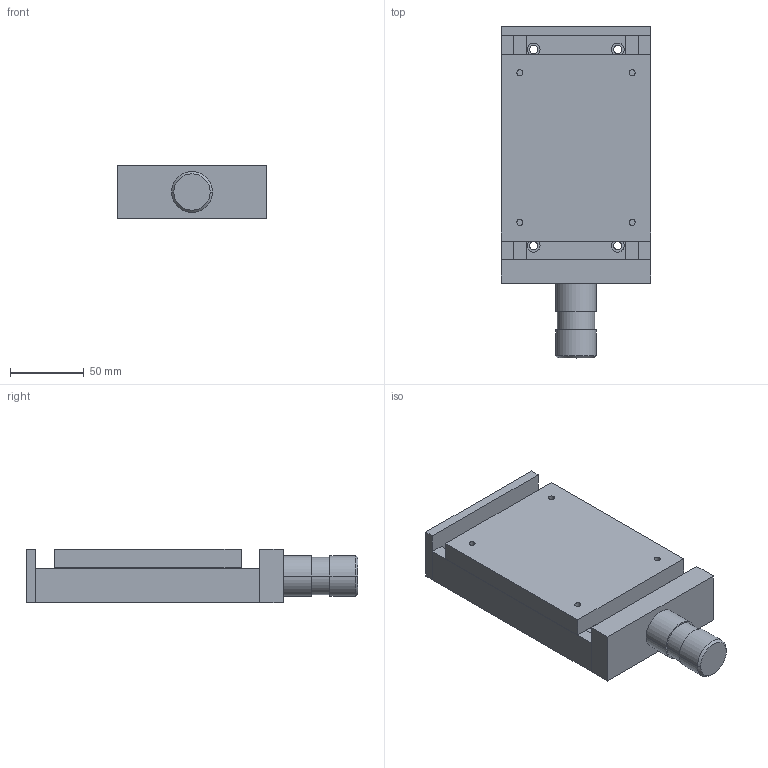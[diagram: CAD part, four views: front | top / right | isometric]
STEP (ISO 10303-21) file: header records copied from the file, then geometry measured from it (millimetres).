
FILE_DESCRIPTION((''),'2;1');
FILE_NAME('LAC4-6-1.stp','2003-09-07T00:23:03',('fran'),(''),'Autodesk Inventor (tm) 5.3','Autodesk Inventor (tm) 5.3','');
FILE_SCHEMA(('CONFIG_CONTROL_DESIGN'));
Length unit declared in the file: inch
Products named in the file (10): LAC4-6-1; LAC4-6-1 BOTTOM_BASE; LAC4-6-1 TOP_BASE; LAC4-6-1 RAIL_A; LAC4-6-1 RAIL_B; LAC4-6-1 RAIL_C; LAC4-6-1 RAIL_D; LAC4-6-1 SIDE_PLATE_A; LAC4-6-1 DIAL_KNOB; LAC4-6-1 SIDE_PLATE_B
Assembly tree (9 placements, depth 2):
  LAC4-6-1
    LAC4-6-1 BOTTOM_BASE
    LAC4-6-1 TOP_BASE
    LAC4-6-1 RAIL_A
    LAC4-6-1 RAIL_B
    LAC4-6-1 RAIL_C
    LAC4-6-1 RAIL_D
    LAC4-6-1 SIDE_PLATE_A
    LAC4-6-1 DIAL_KNOB
    LAC4-6-1 SIDE_PLATE_B
Bounding box: 101.6 x 225.43 x 36.58 mm (x, y, z)
Volume: 573294.6 mm3; surface area: 125340.5 mm2
Topology: 9 solids, 9 shells, 152 faces, 382 edges, 254 vertices
Faces by surface type: plane 108, bspline 36, cylinder 6, cone 2
Entity records: 6313 total; most frequent: CARTESIAN_POINT 1363, ORIENTED_EDGE 764, DIRECTION 730, EDGE_CURVE 382, VECTOR 304, LINE 304, VERTEX_POINT 254, AXIS2_PLACEMENT_3D 213
